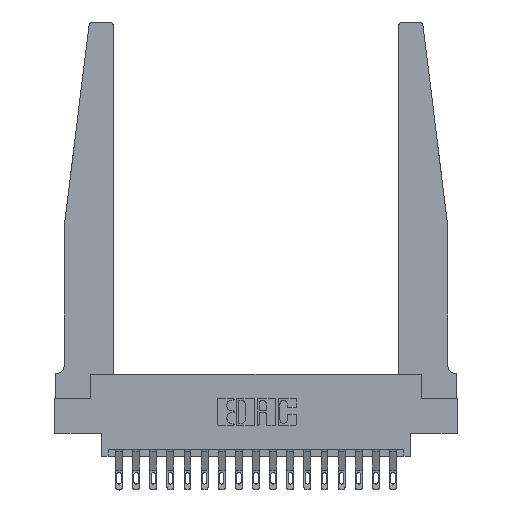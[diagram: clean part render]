
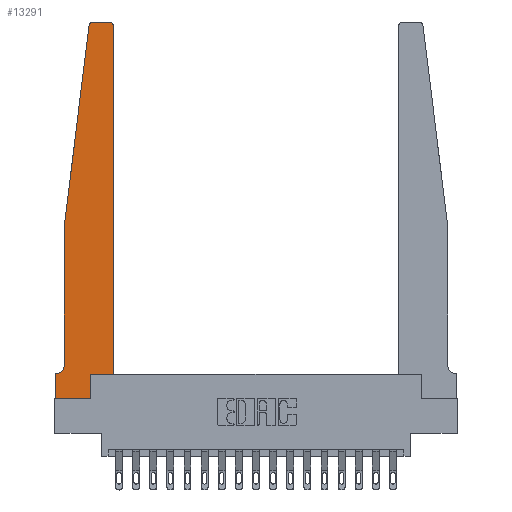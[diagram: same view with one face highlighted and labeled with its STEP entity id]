
A CAD part, top view. The second image highlights one B-rep face of the part: STEP entity #13291.
In plain terms, the highlighted planar face has unit normal (0, 0, 1).
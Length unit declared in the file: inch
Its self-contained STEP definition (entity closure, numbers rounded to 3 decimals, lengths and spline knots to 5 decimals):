
#902 = VECTOR ( 'NONE', #13928, 39.37008 ) ;
#961 = CARTESIAN_POINT ( 'NONE',  ( 0.065, 1.25, 0.37 ) ) ;
#1077 = VERTEX_POINT ( 'NONE', #13859 ) ;
#1215 = DIRECTION ( 'NONE',  ( 0., -1., 0. ) ) ;
#1321 = VERTEX_POINT ( 'NONE', #9493 ) ;
#1358 = DIRECTION ( 'NONE',  ( 0., 0., 1. ) ) ;
#1415 = DIRECTION ( 'NONE',  ( 0., 0., 1. ) ) ;
#1445 = VECTOR ( 'NONE', #7625, 39.37008 ) ;
#1550 = CARTESIAN_POINT ( 'NONE',  ( 0.425, 0.18, 0.37 ) ) ;
#1928 = LINE ( 'NONE', #12076, #13628 ) ;
#2358 = ORIENTED_EDGE ( 'NONE', *, *, #15912, .T. ) ;
#2476 = DIRECTION ( 'NONE',  ( -0.122, -0.992, 0. ) ) ;
#2782 = CARTESIAN_POINT ( 'NONE',  ( 0.425, 2.72, 0.37 ) ) ;
#2825 = LINE ( 'NONE', #961, #18135 ) ;
#2931 = DIRECTION ( 'NONE',  ( 0., 1., 0. ) ) ;
#2961 = CARTESIAN_POINT ( 'NONE',  ( 0., 0.1875, 0.37 ) ) ;
#3151 = EDGE_CURVE ( 'NONE', #5745, #1321, #17707, .T. ) ;
#3188 = CARTESIAN_POINT ( 'NONE',  ( 0., 0., 0.37 ) ) ;
#3248 = CARTESIAN_POINT ( 'NONE',  ( 0.25, 2.75, 0.37 ) ) ;
#3518 = VECTOR ( 'NONE', #4624, 39.37008 ) ;
#3843 = EDGE_CURVE ( 'NONE', #1321, #13947, #15272, .T. ) ;
#3990 = ORIENTED_EDGE ( 'NONE', *, *, #8193, .T. ) ;
#4001 = CARTESIAN_POINT ( 'NONE',  ( 0.015, 0.1875, 0.37 ) ) ;
#4012 = DIRECTION ( 'NONE',  ( 0., 0., 1. ) ) ;
#4232 = CARTESIAN_POINT ( 'NONE',  ( 0.065, 1.25, 0.37 ) ) ;
#4243 = CARTESIAN_POINT ( 'NONE',  ( 0., 0., 0.37 ) ) ;
#4381 = ORIENTED_EDGE ( 'NONE', *, *, #11712, .T. ) ;
#4624 = DIRECTION ( 'NONE',  ( 1., 0., 0. ) ) ;
#4907 = ORIENTED_EDGE ( 'NONE', *, *, #16002, .T. ) ;
#5064 = VERTEX_POINT ( 'NONE', #18417 ) ;
#5085 = ORIENTED_EDGE ( 'NONE', *, *, #6613, .T. ) ;
#5591 = ORIENTED_EDGE ( 'NONE', *, *, #8687, .T. ) ;
#5742 = DIRECTION ( 'NONE',  ( 0., -1., 0. ) ) ;
#5745 = VERTEX_POINT ( 'NONE', #8001 ) ;
#6396 = CIRCLE ( 'NONE', #13937, 0.03 ) ;
#6537 = VERTEX_POINT ( 'NONE', #6759 ) ;
#6613 = EDGE_CURVE ( 'NONE', #14924, #12603, #7884, .T. ) ;
#6759 = CARTESIAN_POINT ( 'NONE',  ( 0., 0., 0.37 ) ) ;
#7068 = LINE ( 'NONE', #4232, #18822 ) ;
#7112 = VECTOR ( 'NONE', #16776, 39.37008 ) ;
#7128 = EDGE_CURVE ( 'NONE', #12696, #1077, #6396, .T. ) ;
#7349 = DIRECTION ( 'NONE',  ( 0., 0., -1. ) ) ;
#7582 = CIRCLE ( 'NONE', #10364, 0.03 ) ;
#7625 = DIRECTION ( 'NONE',  ( 1., 0., 0. ) ) ;
#7673 = EDGE_CURVE ( 'NONE', #5064, #14924, #16701, .T. ) ;
#7884 = LINE ( 'NONE', #9986, #19574 ) ;
#7997 = EDGE_LOOP ( 'NONE', ( #4381, #8820, #12624, #5591, #8390, #5085, #2358, #15883, #4907, #11787, #8154, #3990 ) ) ;
#8001 = CARTESIAN_POINT ( 'NONE',  ( 0.2605, 0.18, 0.37 ) ) ;
#8047 = EDGE_CURVE ( 'NONE', #1077, #19541, #2825, .T. ) ;
#8154 = ORIENTED_EDGE ( 'NONE', *, *, #3843, .T. ) ;
#8193 = EDGE_CURVE ( 'NONE', #13947, #13616, #7582, .T. ) ;
#8390 = ORIENTED_EDGE ( 'NONE', *, *, #7673, .T. ) ;
#8687 = EDGE_CURVE ( 'NONE', #19541, #5064, #7068, .T. ) ;
#8820 = ORIENTED_EDGE ( 'NONE', *, *, #7128, .T. ) ;
#9074 = AXIS2_PLACEMENT_3D ( 'NONE', #16523, #7349, #18079 ) ;
#9285 = CARTESIAN_POINT ( 'NONE',  ( 0.27653, 2.75, 0.37 ) ) ;
#9493 = CARTESIAN_POINT ( 'NONE',  ( 0.425, 0.18, 0.37 ) ) ;
#9986 = CARTESIAN_POINT ( 'NONE',  ( 0.065, 0.1875, 0.37 ) ) ;
#10100 = CARTESIAN_POINT ( 'NONE',  ( 0.2605, 0., 0.37 ) ) ;
#10364 = AXIS2_PLACEMENT_3D ( 'NONE', #10492, #1358, #12017 ) ;
#10492 = CARTESIAN_POINT ( 'NONE',  ( 0.395, 2.72, 0.37 ) ) ;
#10542 = LINE ( 'NONE', #4243, #14607 ) ;
#10555 = CARTESIAN_POINT ( 'NONE',  ( 0., 0.1875, 0.37 ) ) ;
#11177 = LINE ( 'NONE', #3188, #3518 ) ;
#11534 = DIRECTION ( 'NONE',  ( -1., 0., 0. ) ) ;
#11712 = EDGE_CURVE ( 'NONE', #13616, #12696, #16655, .T. ) ;
#11787 = ORIENTED_EDGE ( 'NONE', *, *, #3151, .T. ) ;
#12017 = DIRECTION ( 'NONE',  ( 1., 0., 0. ) ) ;
#12076 = CARTESIAN_POINT ( 'NONE',  ( 0.2605, 0.18, 0.37 ) ) ;
#12082 = DIRECTION ( 'NONE',  ( 1., 0., 0. ) ) ;
#12603 = VERTEX_POINT ( 'NONE', #2961 ) ;
#12624 = ORIENTED_EDGE ( 'NONE', *, *, #8047, .T. ) ;
#12696 = VERTEX_POINT ( 'NONE', #9285 ) ;
#12699 = CARTESIAN_POINT ( 'NONE',  ( 0.065, 1.25, 0.37 ) ) ;
#12754 = FACE_OUTER_BOUND ( 'NONE', #7997, .T. ) ;
#12862 = AXIS2_PLACEMENT_3D ( 'NONE', #10555, #1415, #12082 ) ;
#13167 = CARTESIAN_POINT ( 'NONE',  ( 0.27653, 2.72, 0.37 ) ) ;
#13291 = ADVANCED_FACE ( 'NONE', ( #12754 ), #18182, .T. ) ;
#13616 = VERTEX_POINT ( 'NONE', #14285 ) ;
#13628 = VECTOR ( 'NONE', #2931, 39.37008 ) ;
#13859 = CARTESIAN_POINT ( 'NONE',  ( 0.24675, 2.72367, 0.37 ) ) ;
#13928 = DIRECTION ( 'NONE',  ( -1., 0., 0. ) ) ;
#13937 = AXIS2_PLACEMENT_3D ( 'NONE', #13167, #4012, #14710 ) ;
#13947 = VERTEX_POINT ( 'NONE', #2782 ) ;
#14285 = CARTESIAN_POINT ( 'NONE',  ( 0.395, 2.75, 0.37 ) ) ;
#14525 = VERTEX_POINT ( 'NONE', #10100 ) ;
#14607 = VECTOR ( 'NONE', #1215, 39.37008 ) ;
#14710 = DIRECTION ( 'NONE',  ( 1., 0., 0. ) ) ;
#14924 = VERTEX_POINT ( 'NONE', #4001 ) ;
#15272 = LINE ( 'NONE', #1550, #7112 ) ;
#15318 = CARTESIAN_POINT ( 'NONE',  ( 0.425, 0.18, 0.37 ) ) ;
#15883 = ORIENTED_EDGE ( 'NONE', *, *, #17944, .T. ) ;
#15912 = EDGE_CURVE ( 'NONE', #12603, #6537, #10542, .T. ) ;
#16002 = EDGE_CURVE ( 'NONE', #14525, #5745, #1928, .T. ) ;
#16523 = CARTESIAN_POINT ( 'NONE',  ( 0.015, 0.2375, 0.37 ) ) ;
#16655 = LINE ( 'NONE', #3248, #902 ) ;
#16701 = CIRCLE ( 'NONE', #9074, 0.05 ) ;
#16776 = DIRECTION ( 'NONE',  ( 0., 1., 0. ) ) ;
#17707 = LINE ( 'NONE', #15318, #1445 ) ;
#17944 = EDGE_CURVE ( 'NONE', #6537, #14525, #11177, .T. ) ;
#18079 = DIRECTION ( 'NONE',  ( -1., 0., 0. ) ) ;
#18135 = VECTOR ( 'NONE', #2476, 39.37008 ) ;
#18182 = PLANE ( 'NONE',  #12862 ) ;
#18417 = CARTESIAN_POINT ( 'NONE',  ( 0.065, 0.2375, 0.37 ) ) ;
#18822 = VECTOR ( 'NONE', #5742, 39.37008 ) ;
#19541 = VERTEX_POINT ( 'NONE', #12699 ) ;
#19574 = VECTOR ( 'NONE', #11534, 39.37008 ) ;
